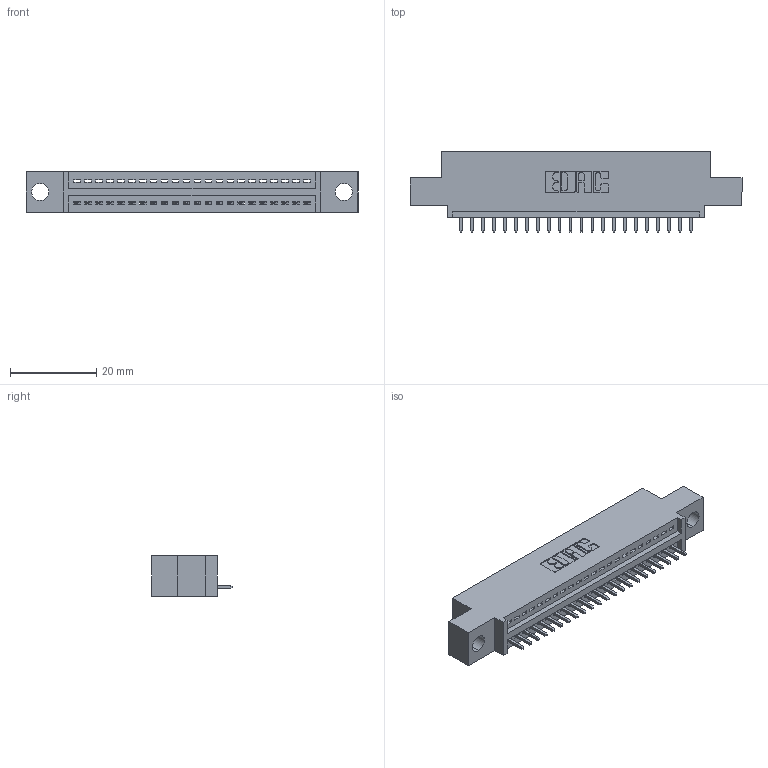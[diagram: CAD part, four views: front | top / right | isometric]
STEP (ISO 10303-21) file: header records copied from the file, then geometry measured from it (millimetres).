
FILE_DESCRIPTION (( 'STEP AP203' ), '1' );
FILE_NAME ('345-022-521-404.STEP', '2019-10-04T23:46:48', ( '' ), ( '' ), 'SwSTEP 2.0', 'SolidWorks 2016', '' );
FILE_SCHEMA (( 'CONFIG_CONTROL_DESIGN' ));
Length unit declared in the file: inch
Products named in the file (3): 345-292-001_345-293-121; 345-022-521-404; 345 Part_0.110 Offset - 0.156 Dia-TH
Assembly tree (23 placements, depth 2):
  345-022-521-404
    345 Part_0.110 Offset - 0.156 Dia-TH
    345-292-001_345-293-121  x22
Bounding box: 77.09 x 18.72 x 9.4 mm (x, y, z)
Volume: 6934.3 mm3; surface area: 8589.1 mm2
Topology: 23 solids, 23 shells, 1406 faces, 4225 edges, 2786 vertices
Faces by surface type: plane 964, cylinder 442
Entity records: 19403 total; most frequent: CARTESIAN_POINT 3370, ORIENTED_EDGE 3326, DIRECTION 2971, EDGE_CURVE 1663, LINE 1443, VECTOR 1443, VERTEX_POINT 1106, AXIS2_PLACEMENT_3D 764
